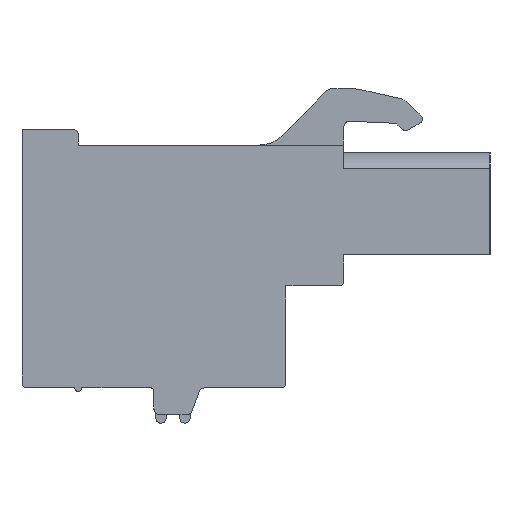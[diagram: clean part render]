
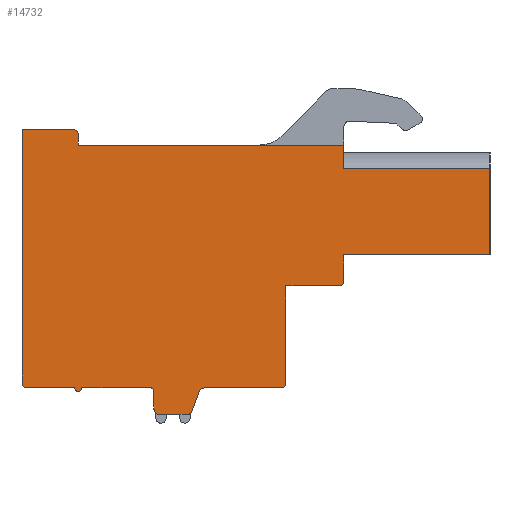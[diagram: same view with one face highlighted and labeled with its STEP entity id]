
A CAD part, left-side view. The second image highlights one B-rep face of the part: STEP entity #14732.
In plain terms, the highlighted planar face has unit normal (-1, 0, 0).
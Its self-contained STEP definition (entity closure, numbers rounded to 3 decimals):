
#1=CARTESIAN_POINT('',(0.,-5.36,-0.74));
#2=DIRECTION('',(-1.,0.,0.));
#3=DIRECTION('',(0.,0.,-1.));
#4=AXIS2_PLACEMENT_3D('',#1,#2,#3);
#6=CARTESIAN_POINT('',(0.,-2.06,-6.54));
#7=DIRECTION('',(1.,0.,0.));
#8=DIRECTION('',(0.,-1.,0.));
#9=AXIS2_PLACEMENT_3D('',#6,#7,#8);
#11=DIRECTION('',(0.,1.,0.));
#12=VECTOR('',#11,4.34);
#13=CARTESIAN_POINT('',(0.,-2.06,-6.84));
#14=LINE('',#13,#12);
#15=CARTESIAN_POINT('',(0.,2.28,-7.14));
#16=DIRECTION('',(-1.,0.,0.));
#17=DIRECTION('',(0.,0.,1.));
#18=AXIS2_PLACEMENT_3D('',#15,#16,#17);
#20=DIRECTION('',(0.,0.345,-0.939));
#21=VECTOR('',#20,1.179);
#22=CARTESIAN_POINT('',(0.,2.562,-7.037));
#23=LINE('',#22,#21);
#24=CARTESIAN_POINT('',(0.,3.25,-8.04));
#25=DIRECTION('',(1.,0.,0.));
#26=DIRECTION('',(0.,-0.939,-0.345));
#27=AXIS2_PLACEMENT_3D('',#24,#25,#26);
#29=DIRECTION('',(0.,1.,0.));
#30=VECTOR('',#29,1.59);
#31=CARTESIAN_POINT('',(0.,3.25,-8.34));
#32=LINE('',#31,#30);
#33=CARTESIAN_POINT('',(0.,4.84,-8.04));
#34=DIRECTION('',(1.,0.,0.));
#35=DIRECTION('',(0.,0.,-1.));
#36=AXIS2_PLACEMENT_3D('',#33,#34,#35);
#38=DIRECTION('',(0.,0.,1.));
#39=VECTOR('',#38,1.);
#40=CARTESIAN_POINT('',(0.,5.14,-8.04));
#41=LINE('',#40,#39);
#42=CARTESIAN_POINT('',(0.,5.34,-7.04));
#43=DIRECTION('',(-1.,0.,0.));
#44=DIRECTION('',(0.,-1.,0.));
#45=AXIS2_PLACEMENT_3D('',#42,#43,#44);
#47=DIRECTION('',(0.,1.,0.));
#48=VECTOR('',#47,3.9);
#49=CARTESIAN_POINT('',(0.,5.34,-6.84));
#50=LINE('',#49,#48);
#51=CARTESIAN_POINT('',(0.,9.44,-6.84));
#52=DIRECTION('',(1.,0.,0.));
#53=DIRECTION('',(0.,-1.,0.));
#54=AXIS2_PLACEMENT_3D('',#51,#52,#53);
#56=DIRECTION('',(0.,1.,0.));
#57=VECTOR('',#56,2.7);
#58=CARTESIAN_POINT('',(0.,9.64,-6.84));
#59=LINE('',#58,#57);
#60=CARTESIAN_POINT('',(0.,12.34,-6.54));
#61=DIRECTION('',(1.,0.,0.));
#62=DIRECTION('',(0.,0.,-1.));
#63=AXIS2_PLACEMENT_3D('',#60,#61,#62);
#65=DIRECTION('',(0.,0.,1.));
#66=VECTOR('',#65,0.5);
#67=CARTESIAN_POINT('',(0.,12.64,-6.54));
#68=LINE('',#67,#66);
#69=DIRECTION('',(0.,0.,1.));
#70=VECTOR('',#69,13.9);
#71=CARTESIAN_POINT('',(0.,12.64,-6.04));
#72=LINE('',#71,#70);
#73=DIRECTION('',(0.,-1.,0.));
#74=VECTOR('',#73,2.9);
#75=CARTESIAN_POINT('',(0.,12.64,7.86));
#76=LINE('',#75,#74);
#77=CARTESIAN_POINT('',(0.,9.74,7.56));
#78=DIRECTION('',(1.,0.,0.));
#79=DIRECTION('',(0.,0.,1.));
#80=AXIS2_PLACEMENT_3D('',#77,#78,#79);
#82=DIRECTION('',(0.,0.,-1.));
#83=VECTOR('',#82,0.6);
#84=CARTESIAN_POINT('',(0.,9.44,7.56));
#85=LINE('',#84,#83);
#86=DIRECTION('',(0.,-1.,0.));
#87=VECTOR('',#86,15.1);
#88=CARTESIAN_POINT('',(0.,9.44,6.96));
#89=LINE('',#88,#87);
#90=DIRECTION('',(0.,1.,0.));
#91=VECTOR('',#90,8.3);
#92=CARTESIAN_POINT('',(0.,-13.96,5.635));
#93=LINE('',#92,#91);
#94=DIRECTION('',(0.,1.,0.));
#95=VECTOR('',#94,8.3);
#96=CARTESIAN_POINT('',(0.,-13.96,0.73));
#97=LINE('',#96,#95);
#98=DIRECTION('',(0.,0.,-1.));
#99=VECTOR('',#98,1.47);
#100=CARTESIAN_POINT('',(0.,-5.66,0.73));
#101=LINE('',#100,#99);
#1206=DIRECTION('',(0.,0.,1.));
#1207=VECTOR('',#1206,4.905);
#1208=CARTESIAN_POINT('',(0.,-13.96,0.73));
#1209=LINE('',#1208,#1207);
#1938=DIRECTION('',(0.,0.,1.));
#1939=VECTOR('',#1938,1.325);
#1940=CARTESIAN_POINT('',(0.,-5.66,5.635));
#1941=LINE('',#1940,#1939);
#5931=DIRECTION('',(0.,0.,1.));
#5932=VECTOR('',#5931,5.5);
#5933=CARTESIAN_POINT('',(0.,-2.36,-6.54));
#5934=LINE('',#5933,#5932);
#5939=DIRECTION('',(0.,-1.,0.));
#5940=VECTOR('',#5939,3.);
#5941=CARTESIAN_POINT('',(0.,-2.36,-1.04));
#5942=LINE('',#5941,#5940);
#11171=CARTESIAN_POINT('',(0.,12.34,-6.84));
#11172=CARTESIAN_POINT('',(0.,12.64,-6.54));
#11173=VERTEX_POINT('',#11171);
#11174=VERTEX_POINT('',#11172);
#11175=CARTESIAN_POINT('',(0.,12.64,-6.04));
#11176=VERTEX_POINT('',#11175);
#11177=CARTESIAN_POINT('',(0.,12.64,7.86));
#11178=VERTEX_POINT('',#11177);
#11179=CARTESIAN_POINT('',(0.,9.74,7.86));
#11180=VERTEX_POINT('',#11179);
#11181=CARTESIAN_POINT('',(0.,9.44,7.56));
#11182=VERTEX_POINT('',#11181);
#11183=CARTESIAN_POINT('',(0.,9.44,6.96));
#11184=VERTEX_POINT('',#11183);
#11185=CARTESIAN_POINT('',(0.,-5.66,6.96));
#11186=VERTEX_POINT('',#11185);
#11187=CARTESIAN_POINT('',(0.,-13.96,0.73));
#11188=CARTESIAN_POINT('',(0.,-5.66,0.73));
#11189=VERTEX_POINT('',#11187);
#11190=VERTEX_POINT('',#11188);
#11191=CARTESIAN_POINT('',(0.,-2.36,-6.54));
#11192=CARTESIAN_POINT('',(0.,-2.06,-6.84));
#11193=VERTEX_POINT('',#11191);
#11194=VERTEX_POINT('',#11192);
#11195=CARTESIAN_POINT('',(0.,2.28,-6.84));
#11196=VERTEX_POINT('',#11195);
#11197=CARTESIAN_POINT('',(0.,2.562,-7.037));
#11198=VERTEX_POINT('',#11197);
#11199=CARTESIAN_POINT('',(0.,2.968,-8.143));
#11200=VERTEX_POINT('',#11199);
#11201=CARTESIAN_POINT('',(0.,3.25,-8.34));
#11202=VERTEX_POINT('',#11201);
#11203=CARTESIAN_POINT('',(0.,4.84,-8.34));
#11204=VERTEX_POINT('',#11203);
#11205=CARTESIAN_POINT('',(0.,5.14,-8.04));
#11206=VERTEX_POINT('',#11205);
#11207=CARTESIAN_POINT('',(0.,5.14,-7.04));
#11208=VERTEX_POINT('',#11207);
#11209=CARTESIAN_POINT('',(0.,5.34,-6.84));
#11210=VERTEX_POINT('',#11209);
#11211=CARTESIAN_POINT('',(0.,9.24,-6.84));
#11212=VERTEX_POINT('',#11211);
#11213=CARTESIAN_POINT('',(0.,9.64,-6.84));
#11214=VERTEX_POINT('',#11213);
#11507=CARTESIAN_POINT('',(0.,-13.96,5.635));
#11508=CARTESIAN_POINT('',(0.,-5.66,5.635));
#11509=VERTEX_POINT('',#11507);
#11510=VERTEX_POINT('',#11508);
#14523=CARTESIAN_POINT('',(0.,-5.36,-1.04));
#14524=CARTESIAN_POINT('',(0.,-5.66,-0.74));
#14525=VERTEX_POINT('',#14523);
#14526=VERTEX_POINT('',#14524);
#14527=CARTESIAN_POINT('',(0.,-2.36,-1.04));
#14528=VERTEX_POINT('',#14527);
#14671=CARTESIAN_POINT('',(0.,0.,0.));
#14672=DIRECTION('',(1.,0.,0.));
#14673=DIRECTION('',(0.,-1.,0.));
#14674=AXIS2_PLACEMENT_3D('',#14671,#14672,#14673);
#14675=PLANE('',#14674);
#14677=ORIENTED_EDGE('',*,*,#14676,.F.);
#14679=ORIENTED_EDGE('',*,*,#14678,.F.);
#14681=ORIENTED_EDGE('',*,*,#14680,.F.);
#14683=ORIENTED_EDGE('',*,*,#14682,.T.);
#14685=ORIENTED_EDGE('',*,*,#14684,.T.);
#14687=ORIENTED_EDGE('',*,*,#14686,.T.);
#14689=ORIENTED_EDGE('',*,*,#14688,.T.);
#14691=ORIENTED_EDGE('',*,*,#14690,.T.);
#14693=ORIENTED_EDGE('',*,*,#14692,.T.);
#14695=ORIENTED_EDGE('',*,*,#14694,.T.);
#14697=ORIENTED_EDGE('',*,*,#14696,.T.);
#14699=ORIENTED_EDGE('',*,*,#14698,.T.);
#14701=ORIENTED_EDGE('',*,*,#14700,.T.);
#14703=ORIENTED_EDGE('',*,*,#14702,.T.);
#14705=ORIENTED_EDGE('',*,*,#14704,.T.);
#14707=ORIENTED_EDGE('',*,*,#14706,.T.);
#14709=ORIENTED_EDGE('',*,*,#14708,.T.);
#14711=ORIENTED_EDGE('',*,*,#14710,.T.);
#14713=ORIENTED_EDGE('',*,*,#14712,.T.);
#14715=ORIENTED_EDGE('',*,*,#14714,.T.);
#14717=ORIENTED_EDGE('',*,*,#14716,.T.);
#14719=ORIENTED_EDGE('',*,*,#14718,.T.);
#14721=ORIENTED_EDGE('',*,*,#14720,.F.);
#14723=ORIENTED_EDGE('',*,*,#14722,.F.);
#14725=ORIENTED_EDGE('',*,*,#14724,.F.);
#14727=ORIENTED_EDGE('',*,*,#14726,.T.);
#14729=ORIENTED_EDGE('',*,*,#14728,.T.);
#14730=EDGE_LOOP('',(#14677,#14679,#14681,#14683,#14685,#14687,#14689,#14691,
#14693,#14695,#14697,#14699,#14701,#14703,#14705,#14707,#14709,#14711,#14713,
#14715,#14717,#14719,#14721,#14723,#14725,#14727,#14729));
#14731=FACE_OUTER_BOUND('',#14730,.F.);
#14732=ADVANCED_FACE('',(#14731),#14675,.F.);
#5=CIRCLE('',#4,0.3);
#10=CIRCLE('',#9,0.3);
#19=CIRCLE('',#18,0.3);
#28=CIRCLE('',#27,0.3);
#37=CIRCLE('',#36,0.3);
#46=CIRCLE('',#45,0.2);
#55=CIRCLE('',#54,0.2);
#64=CIRCLE('',#63,0.3);
#81=CIRCLE('',#80,0.3);
#14676=EDGE_CURVE('',#14525,#14526,#5,.T.);
#14678=EDGE_CURVE('',#14528,#14525,#5942,.T.);
#14680=EDGE_CURVE('',#11193,#14528,#5934,.T.);
#14682=EDGE_CURVE('',#11193,#11194,#10,.T.);
#14684=EDGE_CURVE('',#11194,#11196,#14,.T.);
#14686=EDGE_CURVE('',#11196,#11198,#19,.T.);
#14688=EDGE_CURVE('',#11198,#11200,#23,.T.);
#14690=EDGE_CURVE('',#11200,#11202,#28,.T.);
#14692=EDGE_CURVE('',#11202,#11204,#32,.T.);
#14694=EDGE_CURVE('',#11204,#11206,#37,.T.);
#14696=EDGE_CURVE('',#11206,#11208,#41,.T.);
#14698=EDGE_CURVE('',#11208,#11210,#46,.T.);
#14700=EDGE_CURVE('',#11210,#11212,#50,.T.);
#14702=EDGE_CURVE('',#11212,#11214,#55,.T.);
#14704=EDGE_CURVE('',#11214,#11173,#59,.T.);
#14706=EDGE_CURVE('',#11173,#11174,#64,.T.);
#14708=EDGE_CURVE('',#11174,#11176,#68,.T.);
#14710=EDGE_CURVE('',#11176,#11178,#72,.T.);
#14712=EDGE_CURVE('',#11178,#11180,#76,.T.);
#14714=EDGE_CURVE('',#11180,#11182,#81,.T.);
#14716=EDGE_CURVE('',#11182,#11184,#85,.T.);
#14718=EDGE_CURVE('',#11184,#11186,#89,.T.);
#14720=EDGE_CURVE('',#11510,#11186,#1941,.T.);
#14722=EDGE_CURVE('',#11509,#11510,#93,.T.);
#14724=EDGE_CURVE('',#11189,#11509,#1209,.T.);
#14726=EDGE_CURVE('',#11189,#11190,#97,.T.);
#14728=EDGE_CURVE('',#11190,#14526,#101,.T.);
